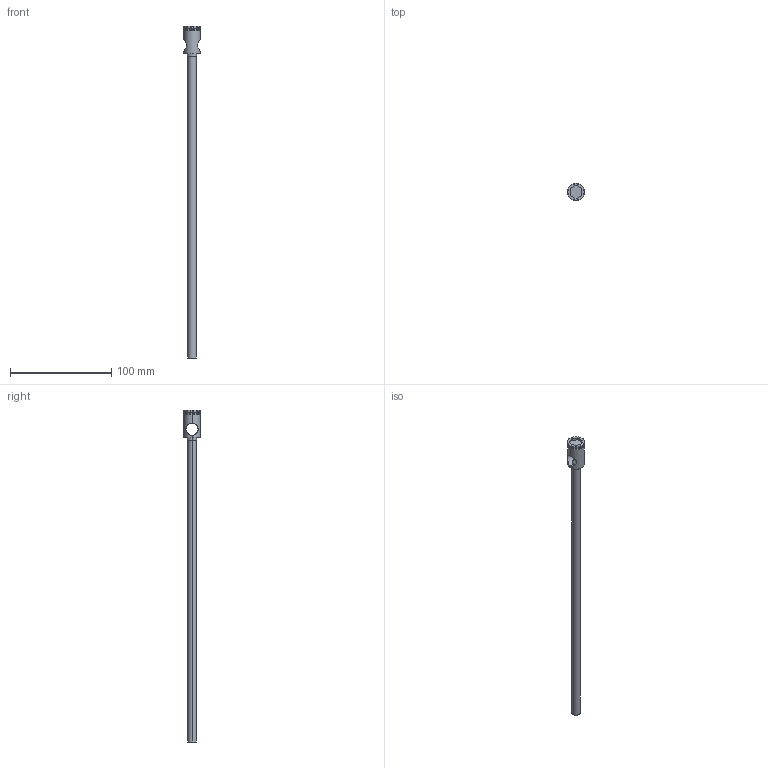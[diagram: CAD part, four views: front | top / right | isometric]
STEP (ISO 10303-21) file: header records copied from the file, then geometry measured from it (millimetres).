
FILE_DESCRIPTION (( 'STEP AP203' ), '1' );
FILE_NAME ('3d2e.STEP', '2023-09-26T22:00:32', ( '' ), ( '' ), 'SwSTEP 2.0', 'SolidWorks 2019', '' );
FILE_SCHEMA (( 'CONFIG_CONTROL_DESIGN' ));
Length unit declared in the file: millimetre
Products named in the file (1): 3d2e
Bounding box: 17 x 17 x 327.5 mm (x, y, z)
Volume: 7127.5 mm3; surface area: 16327.6 mm2
Topology: 1 solids, 1 shells, 44 faces, 97 edges, 58 vertices
Faces by surface type: plane 20, cylinder 16, cone 6, torus 2
Entity records: 1518 total; most frequent: CARTESIAN_POINT 448, DIRECTION 217, ORIENTED_EDGE 194, EDGE_CURVE 97, AXIS2_PLACEMENT_3D 81, VERTEX_POINT 58, VECTOR 55, LINE 55
